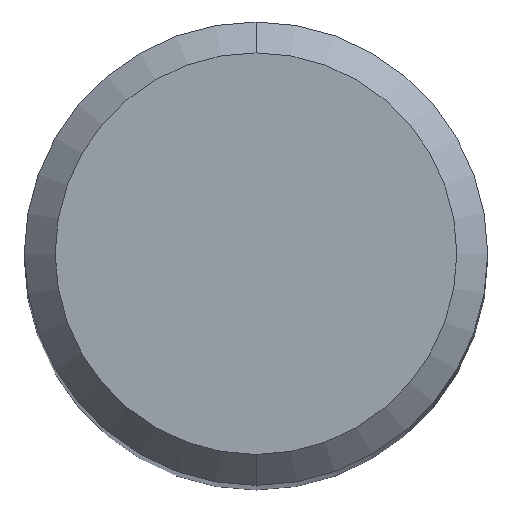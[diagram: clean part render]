
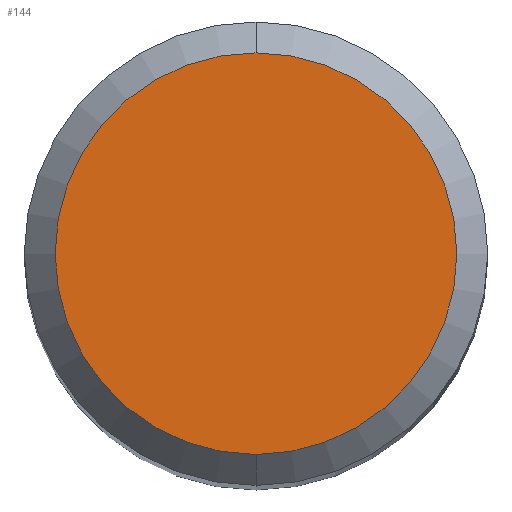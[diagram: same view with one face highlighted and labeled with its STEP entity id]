
A CAD part, top view. The second image highlights one B-rep face of the part: STEP entity #144.
In plain terms, the highlighted planar face has unit normal (0, 0, 1).
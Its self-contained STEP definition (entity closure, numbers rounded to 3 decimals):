
#106=EDGE_CURVE('',#184,#142,#257,.T.);
#142=VERTEX_POINT('',#297);
#144=ADVANCED_FACE('',(#299),#300,.T.);
#180=EDGE_CURVE('',#142,#184,#340,.T.);
#184=VERTEX_POINT('',#344);
#257=CIRCLE('',#418,2.6);
#297=CARTESIAN_POINT('',(0.,-2.6,0.0));
#299=FACE_OUTER_BOUND('',#464,.T.);
#300=PLANE('',#465);
#340=CIRCLE('',#524,2.6);
#344=CARTESIAN_POINT('',(0.0,2.6,0.0));
#418=AXIS2_PLACEMENT_3D('',#607,#608,#609);
#464=EDGE_LOOP('',(#655,#656));
#465=AXIS2_PLACEMENT_3D('',#657,#658,#659);
#524=AXIS2_PLACEMENT_3D('',#711,#712,#713);
#607=CARTESIAN_POINT('',(0.0,0.0,0.0));
#608=DIRECTION('',(0.0,0.0,-1.0));
#609=DIRECTION('',(0.0,1.0,0.0));
#655=ORIENTED_EDGE('',*,*,#106,.F.);
#656=ORIENTED_EDGE('',*,*,#180,.F.);
#657=CARTESIAN_POINT('',(0.0,1.3,0.0));
#658=DIRECTION('',(-0.0,0.0,1.0));
#659=DIRECTION('',(0.0,-1.0,0.0));
#711=CARTESIAN_POINT('',(0.0,0.0,0.0));
#712=DIRECTION('',(0.0,0.0,-1.0));
#713=DIRECTION('',(0.0,1.0,0.0));
